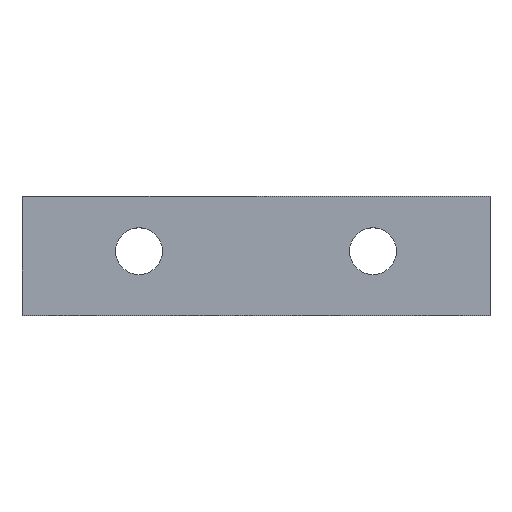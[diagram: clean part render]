
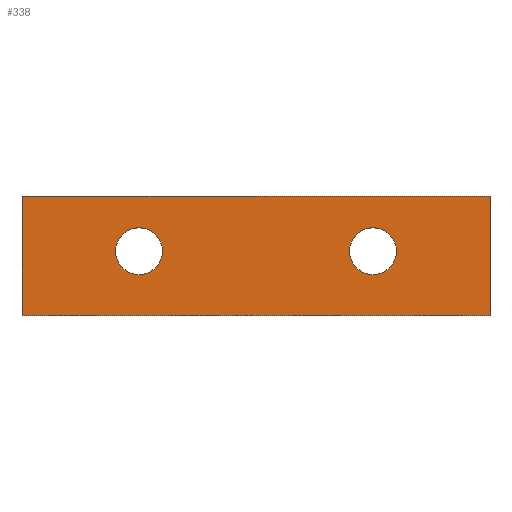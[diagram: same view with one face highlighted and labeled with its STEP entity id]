
A CAD part, top view. The second image highlights one B-rep face of the part: STEP entity #338.
In plain terms, the highlighted planar face has unit normal (0, 0, 1).
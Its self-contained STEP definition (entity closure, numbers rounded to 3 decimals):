
#10 = CARTESIAN_POINT ( 'NONE',  ( -56.104, 2., 206.905 ) ) ;
#20 = VERTEX_POINT ( 'NONE', #105 ) ;
#34 = FACE_OUTER_BOUND ( 'NONE', #216, .T. ) ;
#39 = EDGE_CURVE ( 'NONE', #314, #342, #124, .T. ) ;
#54 = DIRECTION ( 'NONE',  ( 0., 0., -1. ) ) ;
#101 = CARTESIAN_POINT ( 'NONE',  ( 13.896, 13.7, 206.905 ) ) ;
#105 = CARTESIAN_POINT ( 'NONE',  ( 43.896, 25.4, 206.905 ) ) ;
#106 = VECTOR ( 'NONE', #255, 1000. ) ;
#107 = ORIENTED_EDGE ( 'NONE', *, *, #739, .T. ) ;
#111 = CARTESIAN_POINT ( 'NONE',  ( -26.104, 13.7, 206.905 ) ) ;
#112 = CARTESIAN_POINT ( 'NONE',  ( 18.896, 13.7, 206.905 ) ) ;
#115 = DIRECTION ( 'NONE',  ( -1., 0., 0. ) ) ;
#117 = FACE_BOUND ( 'NONE', #448, .T. ) ;
#120 = CARTESIAN_POINT ( 'NONE',  ( 43.896, 2., 206.905 ) ) ;
#124 = CIRCLE ( 'NONE', #285, 5. ) ;
#143 = AXIS2_PLACEMENT_3D ( 'NONE', #653, #419, #205 ) ;
#150 = ORIENTED_EDGE ( 'NONE', *, *, #507, .F. ) ;
#164 = AXIS2_PLACEMENT_3D ( 'NONE', #112, #54, #685 ) ;
#169 = ORIENTED_EDGE ( 'NONE', *, *, #39, .T. ) ;
#182 = DIRECTION ( 'NONE',  ( 0., -1., 0. ) ) ;
#193 = DIRECTION ( 'NONE',  ( 0., 0., -1. ) ) ;
#201 = ORIENTED_EDGE ( 'NONE', *, *, #707, .T. ) ;
#205 = DIRECTION ( 'NONE',  ( -1., 0., 0. ) ) ;
#216 = EDGE_LOOP ( 'NONE', ( #107, #702, #150, #612 ) ) ;
#223 = DIRECTION ( 'NONE',  ( 0., 0., -1. ) ) ;
#224 = VECTOR ( 'NONE', #459, 1000. ) ;
#246 = CARTESIAN_POINT ( 'NONE',  ( -31.104, 13.7, 206.905 ) ) ;
#254 = DIRECTION ( 'NONE',  ( -1., 0., 0. ) ) ;
#255 = DIRECTION ( 'NONE',  ( 1., 0., 0. ) ) ;
#282 = CARTESIAN_POINT ( 'NONE',  ( 23.896, 13.7, 206.905 ) ) ;
#285 = AXIS2_PLACEMENT_3D ( 'NONE', #421, #193, #254 ) ;
#295 = DIRECTION ( 'NONE',  ( 0., 0., -1. ) ) ;
#298 = CARTESIAN_POINT ( 'NONE',  ( -56.104, 0., 206.905 ) ) ;
#314 = VERTEX_POINT ( 'NONE', #282 ) ;
#338 = ADVANCED_FACE ( 'NONE', ( #742, #117, #34 ), #605, .F. ) ;
#342 = VERTEX_POINT ( 'NONE', #101 ) ;
#348 = VERTEX_POINT ( 'NONE', #602 ) ;
#358 = LINE ( 'NONE', #528, #106 ) ;
#360 = VERTEX_POINT ( 'NONE', #662 ) ;
#363 = VERTEX_POINT ( 'NONE', #492 ) ;
#369 = CIRCLE ( 'NONE', #143, 5. ) ;
#377 = EDGE_LOOP ( 'NONE', ( #643, #201 ) ) ;
#392 = DIRECTION ( 'NONE',  ( 1., 0., 0. ) ) ;
#398 = VERTEX_POINT ( 'NONE', #111 ) ;
#400 = EDGE_CURVE ( 'NONE', #342, #314, #595, .T. ) ;
#402 = VECTOR ( 'NONE', #182, 1000. ) ;
#419 = DIRECTION ( 'NONE',  ( 0., 0., -1. ) ) ;
#421 = CARTESIAN_POINT ( 'NONE',  ( 18.896, 13.7, 206.905 ) ) ;
#435 = AXIS2_PLACEMENT_3D ( 'NONE', #664, #223, #731 ) ;
#448 = EDGE_LOOP ( 'NONE', ( #746, #169 ) ) ;
#452 = CARTESIAN_POINT ( 'NONE',  ( -56.104, 25.4, 206.905 ) ) ;
#459 = DIRECTION ( 'NONE',  ( 0., -1., 0. ) ) ;
#492 = CARTESIAN_POINT ( 'NONE',  ( -56.104, 25.4, 206.905 ) ) ;
#507 = EDGE_CURVE ( 'NONE', #363, #20, #529, .T. ) ;
#528 = CARTESIAN_POINT ( 'NONE',  ( -56.104, 0., 206.905 ) ) ;
#529 = LINE ( 'NONE', #452, #564 ) ;
#530 = EDGE_CURVE ( 'NONE', #360, #398, #619, .T. ) ;
#547 = LINE ( 'NONE', #10, #402 ) ;
#558 = EDGE_CURVE ( 'NONE', #20, #348, #603, .T. ) ;
#564 = VECTOR ( 'NONE', #392, 1000. ) ;
#595 = CIRCLE ( 'NONE', #164, 5. ) ;
#602 = CARTESIAN_POINT ( 'NONE',  ( 43.896, 0., 206.905 ) ) ;
#603 = LINE ( 'NONE', #120, #224 ) ;
#605 = PLANE ( 'NONE',  #435 ) ;
#607 = AXIS2_PLACEMENT_3D ( 'NONE', #246, #295, #115 ) ;
#612 = ORIENTED_EDGE ( 'NONE', *, *, #663, .T. ) ;
#619 = CIRCLE ( 'NONE', #607, 5. ) ;
#643 = ORIENTED_EDGE ( 'NONE', *, *, #530, .T. ) ;
#644 = VERTEX_POINT ( 'NONE', #298 ) ;
#653 = CARTESIAN_POINT ( 'NONE',  ( -31.104, 13.7, 206.905 ) ) ;
#662 = CARTESIAN_POINT ( 'NONE',  ( -36.104, 13.7, 206.905 ) ) ;
#663 = EDGE_CURVE ( 'NONE', #363, #644, #547, .T. ) ;
#664 = CARTESIAN_POINT ( 'NONE',  ( -56.104, 2., 206.905 ) ) ;
#685 = DIRECTION ( 'NONE',  ( -1., 0., 0. ) ) ;
#702 = ORIENTED_EDGE ( 'NONE', *, *, #558, .F. ) ;
#707 = EDGE_CURVE ( 'NONE', #398, #360, #369, .T. ) ;
#731 = DIRECTION ( 'NONE',  ( -1., 0., 0. ) ) ;
#739 = EDGE_CURVE ( 'NONE', #644, #348, #358, .T. ) ;
#742 = FACE_BOUND ( 'NONE', #377, .T. ) ;
#746 = ORIENTED_EDGE ( 'NONE', *, *, #400, .T. ) ;
